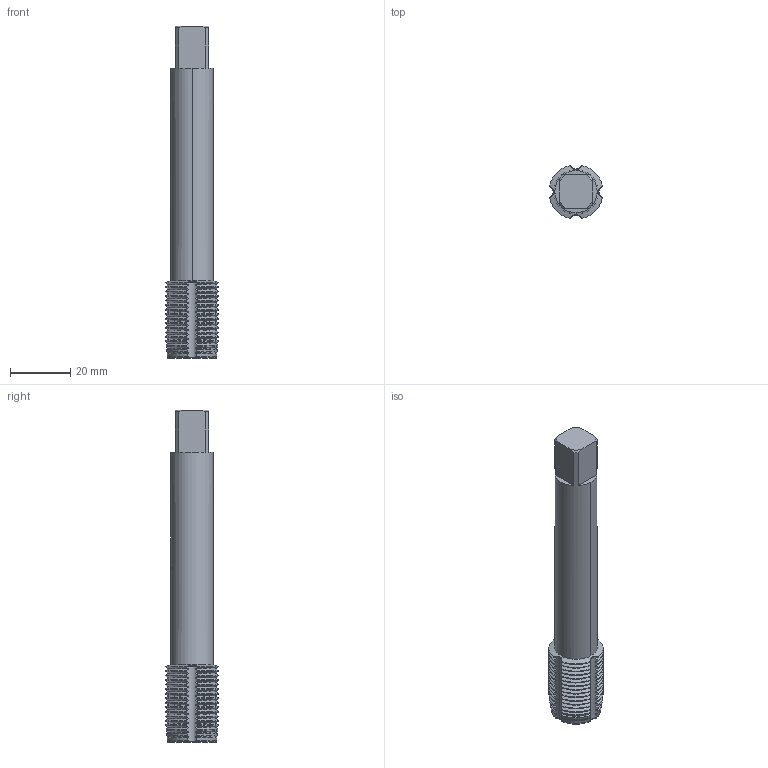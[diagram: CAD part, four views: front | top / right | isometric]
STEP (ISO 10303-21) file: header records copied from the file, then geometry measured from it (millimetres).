
FILE_DESCRIPTION(('no description'),'unknown implementation level');
FILE_NAME('solid5sOZ0t1JJLniRNctSfL0TEfml_I_1.STP',' ',('CIM GmbH Aachen'),('CADClick - KiM GmbH - www.kimweb.de'),'unknown preprocess','ACIS','unknown authorization');
FILE_SCHEMA(('automotive_design'));
Length unit declared in the file: millimetre
Products named in the file (2): 1; 2
Bounding box: 17.58 x 17.58 x 110 mm (x, y, z)
Volume: 18083.9 mm3; surface area: 8642.5 mm2
Topology: 2 solids, 2 shells, 333 faces, 979 edges, 650 vertices
Faces by surface type: cone 166, cylinder 142, plane 17, torus 8
Entity records: 24480 total; most frequent: CARTESIAN_POINT 5123, STYLED_ITEM 1964, PRESENTATION_STYLE_ASSIGNMENT 1964, COLOUR_RGB 1964, ORIENTED_EDGE 1958, DIRECTION 1639, EDGE_CURVE 979, CURVE_STYLE 979
